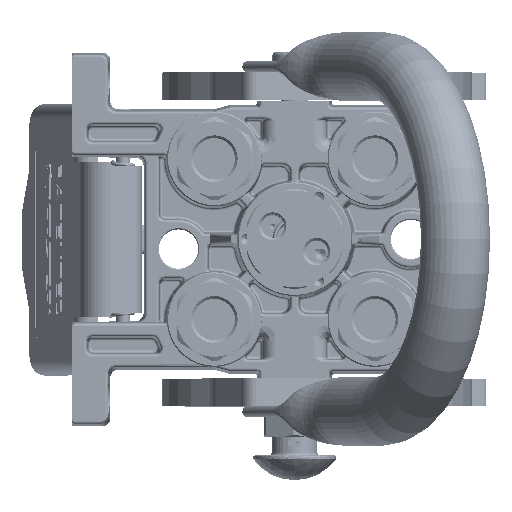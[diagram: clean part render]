
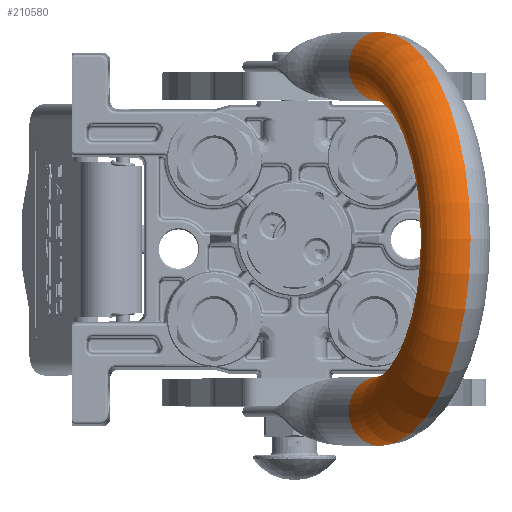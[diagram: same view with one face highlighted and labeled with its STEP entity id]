
A CAD part, top view. The second image highlights one B-rep face of the part: STEP entity #210580.
In plain terms, the highlighted toroidal (fillet/blend) face has major radius 62.25 mm and minor radius 12.5 mm.
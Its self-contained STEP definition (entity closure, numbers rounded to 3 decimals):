
#39 = CARTESIAN_POINT ( 'NONE',  ( 0., 0., 25.25 ) ) ;
#1317 = ORIENTED_EDGE ( 'NONE', *, *, #119606, .F. ) ;
#1472 = DIRECTION ( 'NONE',  ( 0., 1., 0. ) ) ;
#2055 = CARTESIAN_POINT ( 'NONE',  ( 0., 0., 25.25 ) ) ;
#7730 = VERTEX_POINT ( 'NONE', #148594 ) ;
#15939 = TOROIDAL_SURFACE ( 'NONE', #60409, 62.25, 12.5 ) ;
#30910 = DIRECTION ( 'NONE',  ( 0., 1., 0. ) ) ;
#34629 = DIRECTION ( 'NONE',  ( -1., 0., 0. ) ) ;
#36968 = CARTESIAN_POINT ( 'NONE',  ( 49.75, 0., 25.25 ) ) ;
#43385 = CARTESIAN_POINT ( 'NONE',  ( -74.75, 0., 25.25 ) ) ;
#51242 = ORIENTED_EDGE ( 'NONE', *, *, #204976, .F. ) ;
#59141 = CARTESIAN_POINT ( 'NONE',  ( 62.25, 0., 25.25 ) ) ;
#60409 = AXIS2_PLACEMENT_3D ( 'NONE', #97808, #30910, #142379 ) ;
#61936 = DIRECTION ( 'NONE',  ( 1., 0., 0. ) ) ;
#64826 = VERTEX_POINT ( 'NONE', #43385 ) ;
#66094 = CIRCLE ( 'NONE', #138835, 49.75 ) ;
#75652 = DIRECTION ( 'NONE',  ( 0., 0., -1. ) ) ;
#77832 = VERTEX_POINT ( 'NONE', #152826 ) ;
#93069 = AXIS2_PLACEMENT_3D ( 'NONE', #59141, #75652, #61936 ) ;
#96792 = DIRECTION ( 'NONE',  ( -1., 0., 0. ) ) ;
#97511 = CARTESIAN_POINT ( 'NONE',  ( -62.25, 0., 25.25 ) ) ;
#97808 = CARTESIAN_POINT ( 'NONE',  ( 0., 0., 25.25 ) ) ;
#105081 = ORIENTED_EDGE ( 'NONE', *, *, #144711, .T. ) ;
#114408 = CIRCLE ( 'NONE', #157443, 74.75 ) ;
#115554 = CIRCLE ( 'NONE', #150163, 12.5 ) ;
#115865 = DIRECTION ( 'NONE',  ( -1., 0., 0. ) ) ;
#119606 = EDGE_CURVE ( 'NONE', #77832, #191388, #124576, .T. ) ;
#124576 = CIRCLE ( 'NONE', #93069, 12.5 ) ;
#138835 = AXIS2_PLACEMENT_3D ( 'NONE', #2055, #180590, #115865 ) ;
#142379 = DIRECTION ( 'NONE',  ( 1., 0., 0. ) ) ;
#144711 = EDGE_CURVE ( 'NONE', #64826, #7730, #115554, .T. ) ;
#148594 = CARTESIAN_POINT ( 'NONE',  ( -49.75, 0., 25.25 ) ) ;
#150163 = AXIS2_PLACEMENT_3D ( 'NONE', #97511, #178845, #96792 ) ;
#152546 = ORIENTED_EDGE ( 'NONE', *, *, #180808, .T. ) ;
#152826 = CARTESIAN_POINT ( 'NONE',  ( 74.75, 0., 25.25 ) ) ;
#157443 = AXIS2_PLACEMENT_3D ( 'NONE', #39, #1472, #34629 ) ;
#163888 = EDGE_LOOP ( 'NONE', ( #152546, #1317, #51242, #105081 ) ) ;
#178048 = FACE_OUTER_BOUND ( 'NONE', #163888, .T. ) ;
#178845 = DIRECTION ( 'NONE',  ( 0., 0., 1. ) ) ;
#180590 = DIRECTION ( 'NONE',  ( 0., 1., 0. ) ) ;
#180808 = EDGE_CURVE ( 'NONE', #7730, #191388, #66094, .T. ) ;
#191388 = VERTEX_POINT ( 'NONE', #36968 ) ;
#204976 = EDGE_CURVE ( 'NONE', #64826, #77832, #114408, .T. ) ;
#210580 = ADVANCED_FACE ( 'NONE', ( #178048 ), #15939, .T. ) ;
